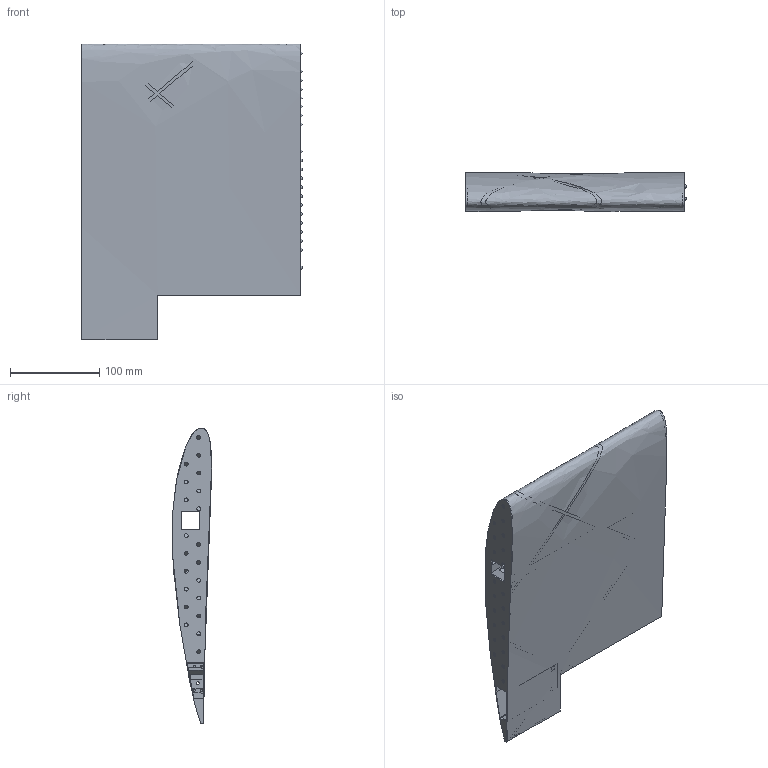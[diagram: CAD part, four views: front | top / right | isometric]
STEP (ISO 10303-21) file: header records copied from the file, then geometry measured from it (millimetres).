
FILE_DESCRIPTION(/* description */ (''),/* implementation_level */ '2;1');
FILE_NAME(/* name */ 'WingLeft_v0.12.stp',/* time_stamp */ '2025-10-18T20:10:08-04:00',/* author */ ('mateo'),/* organization */ (''),/* preprocessor_version */ 'ST-DEVELOPER v20.1',/* originating_system */ 'Autodesk Inventor 2026',/* authorisation */ '');
FILE_SCHEMA (('AUTOMOTIVE_DESIGN { 1 0 10303 214 3 1 1 }'));
Length unit declared in the file: millimetre
Products named in the file (1): WingLeft_v0.1
Bounding box: 247 x 43.9 x 331.34 mm (x, y, z)
Volume: 223724.7 mm3; surface area: 388342.4 mm2
Topology: 1 solids, 3 shells, 190 faces, 547 edges, 357 vertices
Faces by surface type: plane 117, cylinder 26, bspline 26, sphere 21
Full cylindrical faces by diameter (mm): 2.3 x4, 3 x1, 4.25 x21
Entity records: 11313 total; most frequent: CARTESIAN_POINT 6458, ORIENTED_EDGE 1056, DIRECTION 829, EDGE_CURVE 528, VERTEX_POINT 357, LINE 303, VECTOR 303, EDGE_LOOP 275
